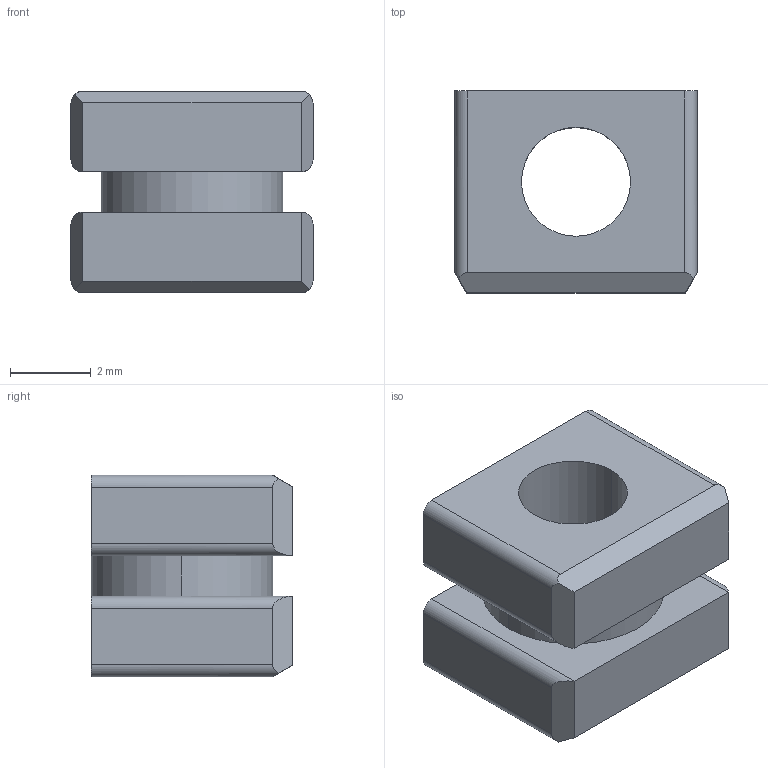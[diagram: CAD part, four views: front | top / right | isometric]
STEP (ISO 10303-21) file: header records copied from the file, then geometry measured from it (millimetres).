
FILE_DESCRIPTION (( 'STEP AP214' ), '1' );
FILE_NAME ('AdjustableCableMount.STEP', '2024-02-18T10:11:42', ( '' ), ( '' ), 'SwSTEP 2.0', 'SolidWorks 2014', '' );
FILE_SCHEMA (( 'AUTOMOTIVE_DESIGN' ));
Length unit declared in the file: millimetre
Products named in the file (1): AdjustableCableMount
Bounding box: 6 x 5 x 5 mm (x, y, z)
Volume: 105.2 mm3; surface area: 211.5 mm2
Topology: 1 solids, 1 shells, 30 faces, 82 edges, 54 vertices
Faces by surface type: plane 18, cylinder 12
Entity records: 990 total; most frequent: CARTESIAN_POINT 203, ORIENTED_EDGE 164, DIRECTION 154, EDGE_CURVE 82, VERTEX_POINT 54, AXIS2_PLACEMENT_3D 53, VECTOR 48, LINE 48
